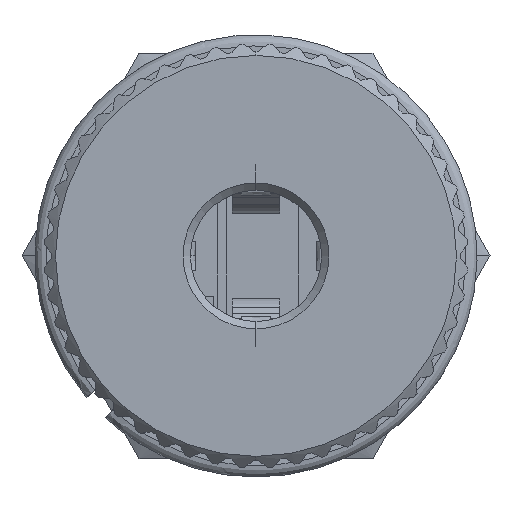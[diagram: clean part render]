
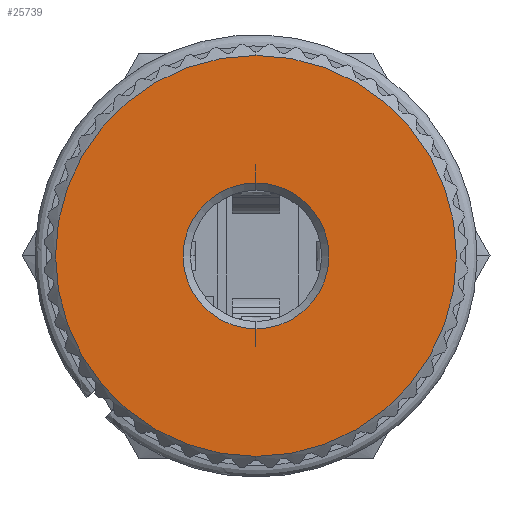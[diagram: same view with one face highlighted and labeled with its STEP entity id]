
A CAD part, left-side view. The second image highlights one B-rep face of the part: STEP entity #25739.
In plain terms, the highlighted planar face has unit normal (-1, 0, 0).
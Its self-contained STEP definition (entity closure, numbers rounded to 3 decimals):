
#863 = VERTEX_POINT ( 'NONE', #25438 ) ;
#1189 = DIRECTION ( 'NONE',  ( 1., 0., 0. ) ) ;
#1266 = ORIENTED_EDGE ( 'NONE', *, *, #14658, .F. ) ;
#1631 = AXIS2_PLACEMENT_3D ( 'NONE', #14538, #1189, #8530 ) ;
#2388 = FACE_OUTER_BOUND ( 'NONE', #30121, .T. ) ;
#2735 = AXIS2_PLACEMENT_3D ( 'NONE', #31845, #15558, #35056 ) ;
#2812 = DIRECTION ( 'NONE',  ( 1., 0., 0. ) ) ;
#4472 = CIRCLE ( 'NONE', #27414, 1.98 ) ;
#4877 = CARTESIAN_POINT ( 'NONE',  ( 0., 0., 5.442 ) ) ;
#6675 = VERTEX_POINT ( 'NONE', #40992 ) ;
#8530 = DIRECTION ( 'NONE',  ( 0., 0., -1. ) ) ;
#10339 = CARTESIAN_POINT ( 'NONE',  ( 0., 0., 0. ) ) ;
#10685 = VERTEX_POINT ( 'NONE', #28208 ) ;
#10834 = EDGE_CURVE ( 'NONE', #863, #6675, #4472, .T. ) ;
#10891 = CIRCLE ( 'NONE', #40572, 5.442 ) ;
#13204 = CIRCLE ( 'NONE', #2735, 5.442 ) ;
#14538 = CARTESIAN_POINT ( 'NONE',  ( 0., 0., 0. ) ) ;
#14658 = EDGE_CURVE ( 'NONE', #39918, #10685, #10891, .T. ) ;
#15558 = DIRECTION ( 'NONE',  ( 1., 0., 0. ) ) ;
#17911 = EDGE_CURVE ( 'NONE', #6675, #863, #41114, .T. ) ;
#19312 = ORIENTED_EDGE ( 'NONE', *, *, #17911, .T. ) ;
#20509 = DIRECTION ( 'NONE',  ( 0., 0., -1. ) ) ;
#24987 = CARTESIAN_POINT ( 'NONE',  ( 0., 0., 0. ) ) ;
#25438 = CARTESIAN_POINT ( 'NONE',  ( 0., 0., 1.98 ) ) ;
#25739 = ADVANCED_FACE ( 'NONE', ( #32798, #2388 ), #33761, .F. ) ;
#26519 = CARTESIAN_POINT ( 'NONE',  ( 0., 0., 0. ) ) ;
#27414 = AXIS2_PLACEMENT_3D ( 'NONE', #10339, #35276, #32477 ) ;
#28208 = CARTESIAN_POINT ( 'NONE',  ( 0., 0., -5.442 ) ) ;
#28558 = EDGE_CURVE ( 'NONE', #10685, #39918, #13204, .T. ) ;
#28652 = EDGE_LOOP ( 'NONE', ( #33657, #19312 ) ) ;
#30121 = EDGE_LOOP ( 'NONE', ( #40653, #1266 ) ) ;
#31295 = AXIS2_PLACEMENT_3D ( 'NONE', #26519, #39583, #20509 ) ;
#31845 = CARTESIAN_POINT ( 'NONE',  ( 0., 0., 0. ) ) ;
#32477 = DIRECTION ( 'NONE',  ( 0., 0., -1. ) ) ;
#32798 = FACE_BOUND ( 'NONE', #28652, .T. ) ;
#33657 = ORIENTED_EDGE ( 'NONE', *, *, #10834, .T. ) ;
#33761 = PLANE ( 'NONE',  #1631 ) ;
#34435 = DIRECTION ( 'NONE',  ( 0., 0., -1. ) ) ;
#35056 = DIRECTION ( 'NONE',  ( 0., 0., -1. ) ) ;
#35276 = DIRECTION ( 'NONE',  ( 1., 0., 0. ) ) ;
#39583 = DIRECTION ( 'NONE',  ( 1., 0., 0. ) ) ;
#39918 = VERTEX_POINT ( 'NONE', #4877 ) ;
#40572 = AXIS2_PLACEMENT_3D ( 'NONE', #24987, #2812, #34435 ) ;
#40653 = ORIENTED_EDGE ( 'NONE', *, *, #28558, .F. ) ;
#40992 = CARTESIAN_POINT ( 'NONE',  ( 0., 0., -1.98 ) ) ;
#41114 = CIRCLE ( 'NONE', #31295, 1.98 ) ;
